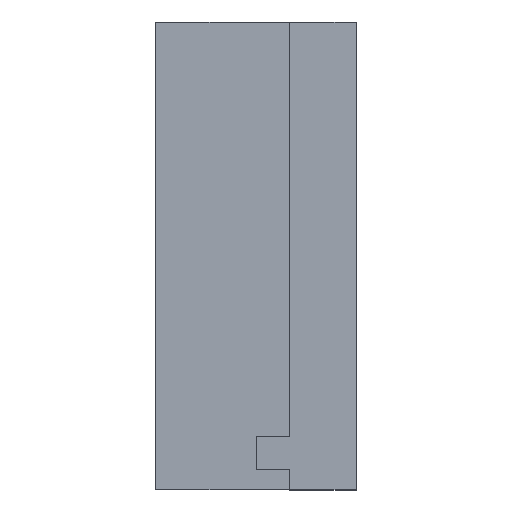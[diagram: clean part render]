
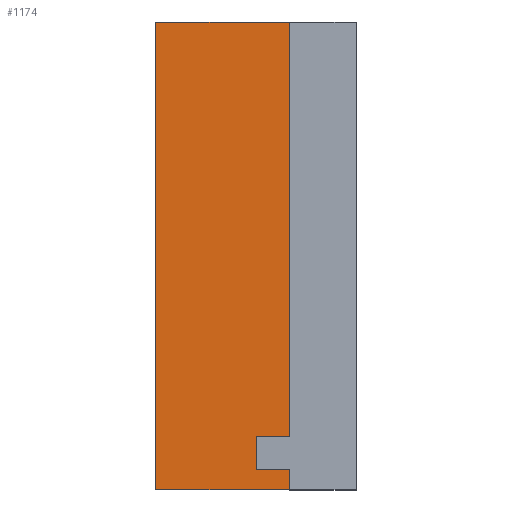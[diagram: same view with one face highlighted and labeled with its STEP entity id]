
A CAD part, left-side view. The second image highlights one B-rep face of the part: STEP entity #1174.
In plain terms, the highlighted planar face has unit normal (-1, 0, 0).
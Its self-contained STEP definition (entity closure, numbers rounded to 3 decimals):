
#92=FACE_OUTER_BOUND('',#159,.T.);
#159=EDGE_LOOP('',(#1032,#1033,#1034,#1035,#1036,#1037,#1038,#1039));
#164=LINE('',#1556,#318);
#176=LINE('',#1583,#330);
#182=LINE('',#1593,#336);
#188=LINE('',#1606,#342);
#205=LINE('',#1643,#359);
#223=LINE('',#1677,#377);
#276=LINE('',#1781,#430);
#314=LINE('',#1874,#468);
#318=VECTOR('',#1264,10.);
#330=VECTOR('',#1284,10.);
#336=VECTOR('',#1292,10.);
#342=VECTOR('',#1302,10.);
#359=VECTOR('',#1327,10.);
#377=VECTOR('',#1349,10.);
#430=VECTOR('',#1434,10.);
#468=VECTOR('',#1544,10.);
#469=VERTEX_POINT('',#1549);
#472=VERTEX_POINT('',#1554);
#483=VERTEX_POINT('',#1582);
#486=VERTEX_POINT('',#1591);
#491=VERTEX_POINT('',#1605);
#505=VERTEX_POINT('',#1639);
#507=VERTEX_POINT('',#1642);
#521=VERTEX_POINT('',#1675);
#579=EDGE_CURVE('',#469,#472,#164,.T.);
#591=EDGE_CURVE('',#472,#483,#176,.T.);
#597=EDGE_CURVE('',#486,#483,#182,.T.);
#603=EDGE_CURVE('',#491,#469,#188,.T.);
#620=EDGE_CURVE('',#507,#505,#205,.T.);
#638=EDGE_CURVE('',#521,#505,#223,.T.);
#693=EDGE_CURVE('',#491,#521,#276,.T.);
#737=EDGE_CURVE('',#486,#507,#314,.T.);
#1032=ORIENTED_EDGE('',*,*,#591,.T.);
#1033=ORIENTED_EDGE('',*,*,#597,.F.);
#1034=ORIENTED_EDGE('',*,*,#737,.T.);
#1035=ORIENTED_EDGE('',*,*,#620,.T.);
#1036=ORIENTED_EDGE('',*,*,#638,.F.);
#1037=ORIENTED_EDGE('',*,*,#693,.F.);
#1038=ORIENTED_EDGE('',*,*,#603,.T.);
#1039=ORIENTED_EDGE('',*,*,#579,.T.);
#1115=PLANE('',#1255);
#1174=ADVANCED_FACE('',(#92),#1115,.T.);
#1255=AXIS2_PLACEMENT_3D('',#1873,#1542,#1543);
#1264=DIRECTION('',(0.,0.,1.));
#1284=DIRECTION('',(0.,-1.,0.));
#1292=DIRECTION('',(0.,0.,-1.));
#1302=DIRECTION('',(0.,1.,0.));
#1327=DIRECTION('',(0.,0.,-1.));
#1349=DIRECTION('',(0.,1.,0.));
#1434=DIRECTION('',(0.,0.,-1.));
#1542=DIRECTION('center_axis',(-1.,0.,0.));
#1543=DIRECTION('ref_axis',(0.,1.,0.));
#1544=DIRECTION('',(0.,1.,0.));
#1549=CARTESIAN_POINT('',(0.,-15.,-67.));
#1554=CARTESIAN_POINT('',(0.,-15.,-62.));
#1556=CARTESIAN_POINT('',(0.,-15.,-34.));
#1582=CARTESIAN_POINT('',(0.,-20.,-62.));
#1583=CARTESIAN_POINT('',(0.,-17.5,-62.));
#1591=CARTESIAN_POINT('',(0.,-20.,0.));
#1593=CARTESIAN_POINT('',(0.,-20.,0.));
#1605=CARTESIAN_POINT('',(0.,-20.,-67.));
#1606=CARTESIAN_POINT('',(0.,-16.25,-67.));
#1639=CARTESIAN_POINT('',(0.,0.,-70.));
#1642=CARTESIAN_POINT('',(0.,0.,0.));
#1643=CARTESIAN_POINT('',(0.,0.,0.));
#1675=CARTESIAN_POINT('',(0.,-20.,-70.));
#1677=CARTESIAN_POINT('',(0.,-20.,-70.));
#1781=CARTESIAN_POINT('',(0.,-20.,0.));
#1873=CARTESIAN_POINT('Origin',(0.,-20.,0.));
#1874=CARTESIAN_POINT('',(0.,-20.,0.));
